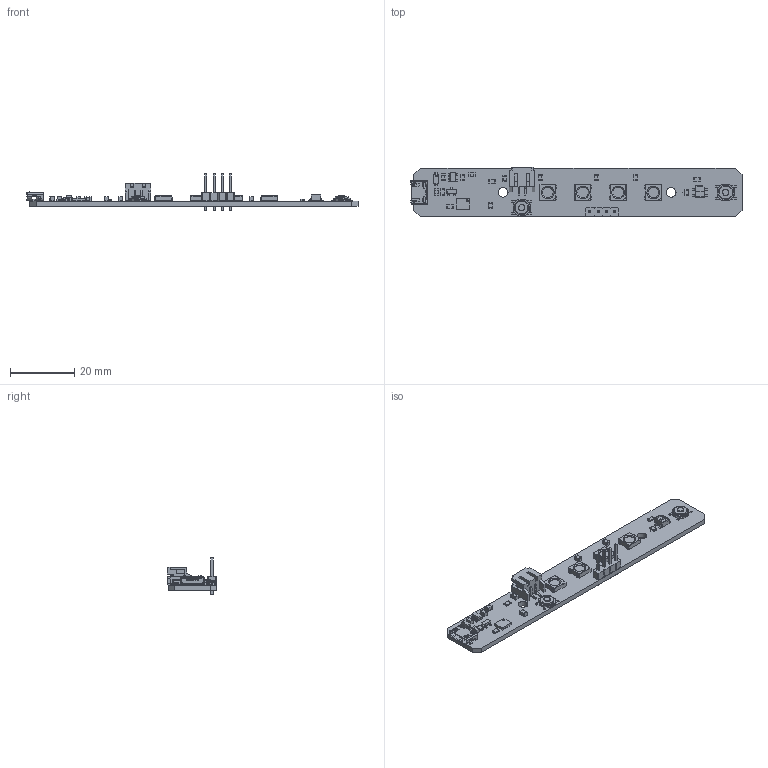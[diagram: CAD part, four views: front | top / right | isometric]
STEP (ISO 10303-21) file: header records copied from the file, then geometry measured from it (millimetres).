
FILE_DESCRIPTION(/* description */ (''),/* implementation_level */ '2;1');
FILE_NAME(/* name */ 'MCHP_L~1',/* time_stamp */ '2024-08-01T14:54:25-07:00',/* author */ (''),/* organization */ (''),/* preprocessor_version */ 'ST-DEVELOPER v16.5',/* originating_system */ '',/* authorisation */ '');
FILE_SCHEMA (('AUTOMOTIVE_DESIGN'));
Length unit declared in the file: millimetre
Products named in the file (26): Document; R_0805_2012Metric4; R_0805_2012Metric; SW_SPST_TL33421; SW_SPST_TL3342; Block 01; C_0805_2012Metric2; C_0805_2012Metric; LED_WS2812B_PLCC4_5.0x5.0mm_P3.2mm; LED_WS2812B_PLCC4_50x50mm_P32mm; SOT-23; SOT_23; QRE1113GR3; QRE1113GR; 10118194-0011LF; A4A0505-C-XX-R; S2B-PH-SM4-TB(LF)(SN)--3DModel-STEP-56544; S2B-PH-SM4-TB(LF)(SN); D_SOD-123; D_SOD_123; PinHeader_1x04_P2.54mm_Vertical; PinHeader_1x04_P254mm_Vertical; WSON-8_4x4mm_P0.8mm; WSON8_4x4mm_Pitch08mm; SOT-23-5; SOT_23_5
Assembly tree (41 placements, depth 4):
  Document
    R_0805_2012Metric4  x5
      R_0805_2012Metric
    SW_SPST_TL33421  x2
      SW_SPST_TL3342
        Block 01
    C_0805_2012Metric2  x9
      C_0805_2012Metric
    LED_WS2812B_PLCC4_5.0x5.0mm_P3.2mm  x4
      LED_WS2812B_PLCC4_50x50mm_P32mm
    SOT-23
      SOT_23
    QRE1113GR3
      QRE1113GR
    10118194-0011LF
      A4A0505-C-XX-R
    S2B-PH-SM4-TB(LF)(SN)--3DModel-STEP-56544
      S2B-PH-SM4-TB(LF)(SN)
    D_SOD-123
      D_SOD_123
    PinHeader_1x04_P2.54mm_Vertical
      PinHeader_1x04_P254mm_Vertical
    WSON-8_4x4mm_P0.8mm
      WSON8_4x4mm_Pitch08mm
    SOT-23-5
      SOT_23_5
Bounding box: 103.16 x 15.25 x 11.54 mm (x, y, z)
Volume: 2939.9 mm3; surface area: 5269.8 mm2
Topology: 39 solids, 55 shells, 2581 faces, 7078 edges, 4608 vertices
Faces by surface type: plane 1798, bspline 783
Entity records: 61549 total; most frequent: CARTESIAN_POINT 28173, ORIENTED_EDGE 10100, EDGE_CURVE 5088, B_SPLINE_CURVE_WITH_KNOTS 4189, VERTEX_POINT 3305, EDGE_LOOP 1925, ADVANCED_FACE 1848, FACE_OUTER_BOUND 1848
